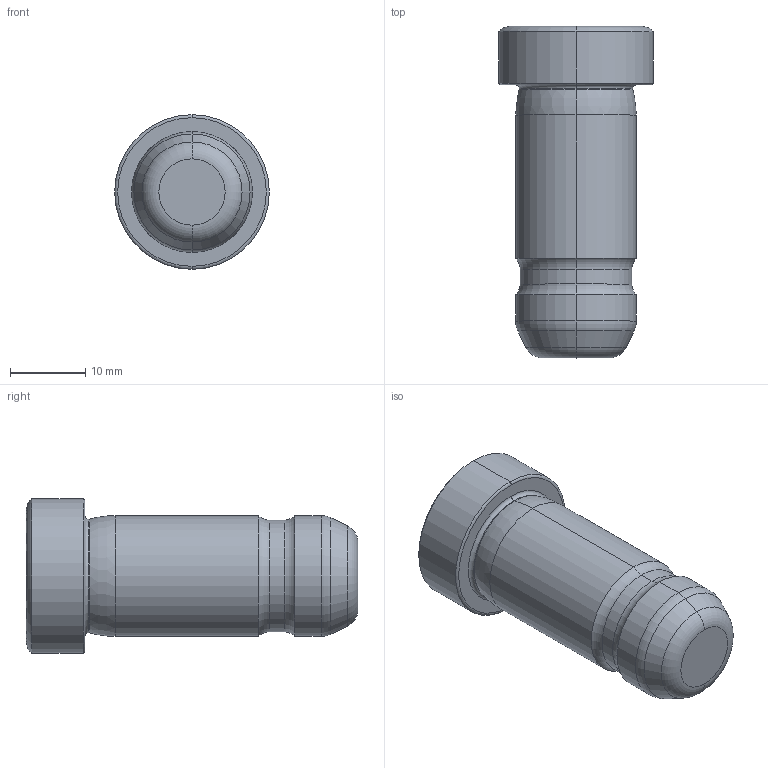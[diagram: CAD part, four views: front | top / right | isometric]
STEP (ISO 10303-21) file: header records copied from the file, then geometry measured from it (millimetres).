
FILE_DESCRIPTION (( 'STEP AP214' ), '1' );
FILE_NAME ('801 009K-01 Einzugsnippel für Speedy 1000 A=44.8 gekürzt 050-210-01.STEP', '2014-03-27T10:57:48', ( '' ), ( '' ), 'SwSTEP 2.0', 'SolidWorks 2013', '' );
FILE_SCHEMA (( 'AUTOMOTIVE_DESIGN' ));
Length unit declared in the file: millimetre
Products named in the file (1): 801 009K-01 Einzugsnippel für Speedy 1000 A=44.8 gekürzt 050-210-01
Bounding box: 20.5 x 44 x 20.5 mm (x, y, z)
Volume: 9452.9 mm3; surface area: 2838.8 mm2
Topology: 1 solids, 1 shells, 33 faces, 64 edges, 34 vertices
Faces by surface type: torus 18, cylinder 8, cone 4, plane 3
Entity records: 876 total; most frequent: DIRECTION 184, CARTESIAN_POINT 132, ORIENTED_EDGE 128, AXIS2_PLACEMENT_3D 86, EDGE_CURVE 64, CIRCLE 52, EDGE_LOOP 34, VERTEX_POINT 34
